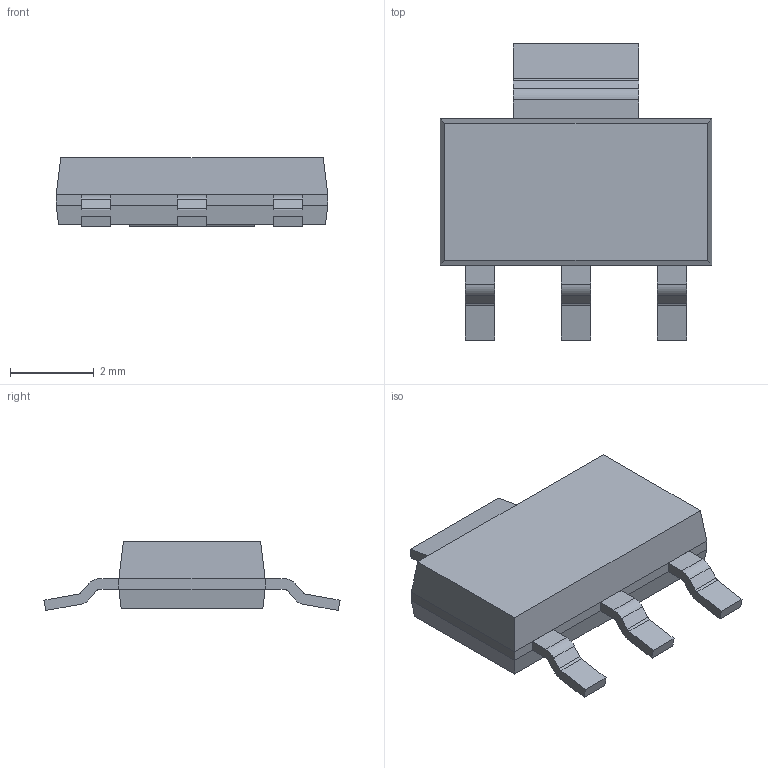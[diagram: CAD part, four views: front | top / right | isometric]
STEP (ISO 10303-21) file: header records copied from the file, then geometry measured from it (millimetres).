
FILE_DESCRIPTION (( 'STEP AP214' ), '1' );
FILE_NAME ('User Library-SOT-223-4.STEP', '2017-05-10T02:56:36', ( 'Windows User' ), ( '' ), 'SwSTEP 2.0', 'SolidWorks 2017', '' );
FILE_SCHEMA (( 'AUTOMOTIVE_DESIGN' ));
Length unit declared in the file: millimetre
Products named in the file (4): User Library-SOT-223-4_SOT-223 Foot_2; User Library-SOT-223-4_SOT-223 Foot_1; User Library-SOT-223-4_SOT-223 Body; User Library-SOT-223-4
Assembly tree (5 placements, depth 2):
  User Library-SOT-223-4
    User Library-SOT-223-4_SOT-223 Body
    User Library-SOT-223-4_SOT-223 Foot_1  x3
    User Library-SOT-223-4_SOT-223 Foot_2
Bounding box: 6.5 x 7.09 x 1.65 mm (x, y, z)
Volume: 37.6 mm3; surface area: 100 mm2
Topology: 5 solids, 5 shells, 70 faces, 172 edges, 112 vertices
Faces by surface type: plane 54, cylinder 16
Entity records: 1828 total; most frequent: DIRECTION 216, CARTESIAN_POINT 214, ORIENTED_EDGE 200, EDGE_CURVE 100, VECTOR 84, LINE 84, AXIS2_PLACEMENT_3D 66, VERTEX_POINT 64
